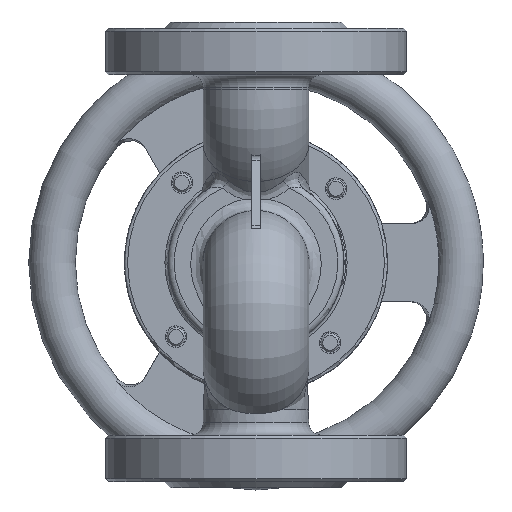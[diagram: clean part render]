
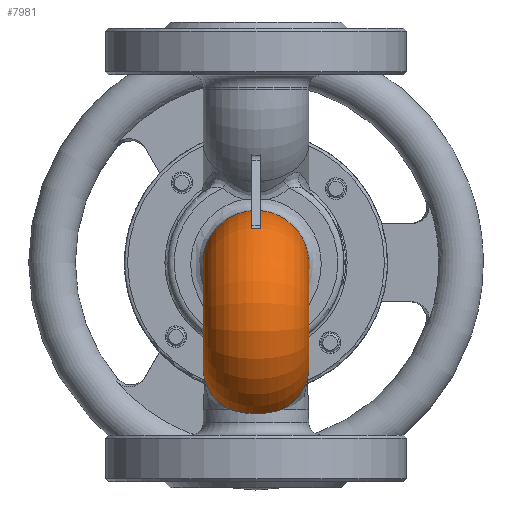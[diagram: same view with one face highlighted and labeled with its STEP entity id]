
A CAD part, front view. The second image highlights one B-rep face of the part: STEP entity #7981.
In plain terms, the highlighted toroidal (fillet/blend) face has major radius 18 mm and minor radius 17 mm.
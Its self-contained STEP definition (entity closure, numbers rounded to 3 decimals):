
#178=TOROIDAL_SURFACE('',#8701,18.,17.);
#258=FACE_BOUND('',#1216,.T.);
#698=FACE_OUTER_BOUND('',#1215,.T.);
#1215=EDGE_LOOP('',(#5640,#5641,#5642,#5643,#5644,#5645));
#1216=EDGE_LOOP('',(#5646,#5647,#5648,#5649));
#1714=CIRCLE('',#8654,17.);
#1715=CIRCLE('',#8655,17.);
#1728=CIRCLE('',#8685,34.934);
#1730=CIRCLE('',#8688,34.934);
#2858=B_SPLINE_CURVE_WITH_KNOTS('',3,(#13302,#13303,#13304,#13305),
 .UNSPECIFIED.,.F.,.F.,(4,4),(7.262,7.627),
 .UNSPECIFIED.);
#2860=B_SPLINE_CURVE_WITH_KNOTS('',3,(#13341,#13342,#13343,#13344),
 .UNSPECIFIED.,.F.,.F.,(4,4),(0.,0.364),.UNSPECIFIED.);
#2862=B_SPLINE_CURVE_WITH_KNOTS('',3,(#13588,#13589,#13590,#13591,#13592,
#13593,#13594,#13595,#13596,#13597,#13598,#13599,#13600,#13601,#13602,#13603,
#13604,#13605,#13606,#13607,#13608,#13609,#13610,#13611,#13612,#13613,#13614,
#13615,#13616,#13617,#13618,#13619),.UNSPECIFIED.,.F.,.F.,(4,1,1,1,1,1,
1,1,1,1,1,1,1,1,1,1,1,1,1,1,1,1,1,1,1,1,1,1,1,4),(-10.904,-10.807,
-10.71,-10.612,-10.539,-10.515,
-10.32,-10.125,-9.833,-9.736,
-9.347,-8.308,-7.789,-7.14,
-6.75,-6.231,-5.193,-4.673,
-3.894,-3.116,-2.337,-1.558,
-1.168,-0.779,-0.584,-0.389,
-0.292,-0.195,-0.097,0.),
 .UNSPECIFIED.);
#2863=B_SPLINE_CURVE_WITH_KNOTS('',3,(#13661,#13662,#13663,#13664,#13665,
#13666,#13667,#13668,#13669,#13670),.UNSPECIFIED.,.F.,.F.,(4,2,2,2,4),(-1.694,
-1.349,-0.92,-0.512,0.),
 .UNSPECIFIED.);
#2877=B_SPLINE_CURVE_WITH_KNOTS('',3,(#14038,#14039,#14040,#14041),
 .UNSPECIFIED.,.F.,.F.,(4,4),(-11.914,-11.577),
 .UNSPECIFIED.);
#2885=B_SPLINE_CURVE_WITH_KNOTS('',3,(#14284,#14285,#14286,#14287),
 .UNSPECIFIED.,.F.,.F.,(4,4),(-15.953,-15.617),
 .UNSPECIFIED.);
#3223=VERTEX_POINT('',#13032);
#3232=VERTEX_POINT('',#13259);
#3234=VERTEX_POINT('',#13300);
#3235=VERTEX_POINT('',#13334);
#3251=VERTEX_POINT('',#13658);
#3252=VERTEX_POINT('',#13660);
#3266=VERTEX_POINT('',#13992);
#3269=VERTEX_POINT('',#14018);
#3274=VERTEX_POINT('',#14136);
#3277=VERTEX_POINT('',#14213);
#4043=EDGE_CURVE('',#3234,#3223,#2858,.T.);
#4046=EDGE_CURVE('',#3232,#3235,#2860,.T.);
#4048=EDGE_CURVE('',#3235,#3234,#2862,.T.);
#4068=EDGE_CURVE('',#3252,#3251,#2863,.T.);
#4087=EDGE_CURVE('',#3223,#3251,#1714,.T.);
#4088=EDGE_CURVE('',#3252,#3232,#1715,.T.);
#4096=EDGE_CURVE('',#3269,#3266,#2877,.T.);
#4106=EDGE_CURVE('',#3277,#3274,#2885,.T.);
#4134=EDGE_CURVE('',#3269,#3274,#1728,.T.);
#4136=EDGE_CURVE('',#3277,#3266,#1730,.T.);
#5640=ORIENTED_EDGE('',*,*,#4043,.F.);
#5641=ORIENTED_EDGE('',*,*,#4048,.F.);
#5642=ORIENTED_EDGE('',*,*,#4046,.F.);
#5643=ORIENTED_EDGE('',*,*,#4088,.F.);
#5644=ORIENTED_EDGE('',*,*,#4068,.T.);
#5645=ORIENTED_EDGE('',*,*,#4087,.F.);
#5646=ORIENTED_EDGE('',*,*,#4134,.T.);
#5647=ORIENTED_EDGE('',*,*,#4106,.F.);
#5648=ORIENTED_EDGE('',*,*,#4136,.T.);
#5649=ORIENTED_EDGE('',*,*,#4096,.F.);
#7981=ADVANCED_FACE('',(#698,#258),#178,.T.);
#8654=AXIS2_PLACEMENT_3D('',#13918,#9812,#9813);
#8655=AXIS2_PLACEMENT_3D('',#13919,#9814,#9815);
#8685=AXIS2_PLACEMENT_3D('',#14596,#9887,#9888);
#8688=AXIS2_PLACEMENT_3D('',#14599,#9893,#9894);
#8701=AXIS2_PLACEMENT_3D('',#14656,#9919,#9920);
#9812=DIRECTION('center_axis',(0.,0.891,-0.455));
#9813=DIRECTION('ref_axis',(1.,0.,0.));
#9814=DIRECTION('center_axis',(0.,0.891,-0.455));
#9815=DIRECTION('ref_axis',(1.,0.,0.));
#9887=DIRECTION('center_axis',(-1.,0.,0.));
#9888=DIRECTION('ref_axis',(0.,0.,-1.));
#9893=DIRECTION('center_axis',(1.,0.,0.));
#9894=DIRECTION('ref_axis',(0.,0.,-1.));
#9919=DIRECTION('center_axis',(1.,0.,0.));
#9920=DIRECTION('ref_axis',(0.,0.,-1.));
#13032=CARTESIAN_POINT('',(14.269,-3.982,-86.302));
#13259=CARTESIAN_POINT('',(-14.269,-3.982,-86.302));
#13300=CARTESIAN_POINT('',(13.226,-6.091,-82.558));
#13302=CARTESIAN_POINT('Ctrl Pts',(13.226,-6.091,-82.558));
#13303=CARTESIAN_POINT('Ctrl Pts',(13.628,-5.727,-84.003));
#13304=CARTESIAN_POINT('Ctrl Pts',(13.978,-4.985,-85.286));
#13305=CARTESIAN_POINT('Ctrl Pts',(14.269,-3.982,-86.302));
#13334=CARTESIAN_POINT('',(-13.226,-6.091,-82.558));
#13341=CARTESIAN_POINT('Ctrl Pts',(-14.269,-3.982,
-86.302));
#13342=CARTESIAN_POINT('Ctrl Pts',(-13.978,-4.985,-85.286));
#13343=CARTESIAN_POINT('Ctrl Pts',(-13.628,-5.727,
-84.003));
#13344=CARTESIAN_POINT('Ctrl Pts',(-13.226,-6.091,
-82.558));
#13588=CARTESIAN_POINT('Ctrl Pts',(-13.226,-6.091,
-82.558));
#13589=CARTESIAN_POINT('Ctrl Pts',(-13.119,-6.189,
-82.172));
#13590=CARTESIAN_POINT('Ctrl Pts',(-12.919,-6.384,-81.345));
#13591=CARTESIAN_POINT('Ctrl Pts',(-12.706,-6.624,
-79.884));
#13592=CARTESIAN_POINT('Ctrl Pts',(-12.649,-6.693,
-78.383));
#13593=CARTESIAN_POINT('Ctrl Pts',(-12.71,-6.62,-77.313));
#13594=CARTESIAN_POINT('Ctrl Pts',(-12.875,-6.432,
-75.791));
#13595=CARTESIAN_POINT('Ctrl Pts',(-13.306,-5.988,
-73.992));
#13596=CARTESIAN_POINT('Ctrl Pts',(-14.157,-5.357,
-71.762));
#13597=CARTESIAN_POINT('Ctrl Pts',(-14.876,-4.979,
-70.124));
#13598=CARTESIAN_POINT('Ctrl Pts',(-15.718,-4.598,-68.003));
#13599=CARTESIAN_POINT('Ctrl Pts',(-17.077,-4.103,
-63.929));
#13600=CARTESIAN_POINT('Ctrl Pts',(-17.24,-3.878,
-58.502));
#13601=CARTESIAN_POINT('Ctrl Pts',(-15.262,-3.722,
-52.799));
#13602=CARTESIAN_POINT('Ctrl Pts',(-12.832,-3.665,
-49.308));
#13603=CARTESIAN_POINT('Ctrl Pts',(-9.637,-3.623,-46.541));
#13604=CARTESIAN_POINT('Ctrl Pts',(-4.986,-3.593,
-44.003));
#13605=CARTESIAN_POINT('Ctrl Pts',(0.748,-3.585,-43.289));
#13606=CARTESIAN_POINT('Ctrl Pts',(6.908,-3.603,-44.859));
#13607=CARTESIAN_POINT('Ctrl Pts',(11.743,-3.64,-47.884));
#13608=CARTESIAN_POINT('Ctrl Pts',(15.576,-3.726,-53.037));
#13609=CARTESIAN_POINT('Ctrl Pts',(17.305,-3.894,-59.242));
#13610=CARTESIAN_POINT('Ctrl Pts',(16.84,-4.185,-64.613));
#13611=CARTESIAN_POINT('Ctrl Pts',(15.465,-4.692,-68.789));
#13612=CARTESIAN_POINT('Ctrl Pts',(14.283,-5.266,-71.442));
#13613=CARTESIAN_POINT('Ctrl Pts',(13.305,-5.987,-73.993));
#13614=CARTESIAN_POINT('Ctrl Pts',(12.798,-6.513,-76.109));
#13615=CARTESIAN_POINT('Ctrl Pts',(12.643,-6.701,-78.248));
#13616=CARTESIAN_POINT('Ctrl Pts',(12.707,-6.623,-79.884));
#13617=CARTESIAN_POINT('Ctrl Pts',(12.919,-6.385,-81.344));
#13618=CARTESIAN_POINT('Ctrl Pts',(13.119,-6.189,-82.172));
#13619=CARTESIAN_POINT('Ctrl Pts',(13.226,-6.091,-82.558));
#13658=CARTESIAN_POINT('',(8.,-15.,-107.894));
#13660=CARTESIAN_POINT('',(-8.,-15.,-107.894));
#13661=CARTESIAN_POINT('Ctrl Pts',(-8.,-15.,-107.894));
#13662=CARTESIAN_POINT('Ctrl Pts',(-7.026,-15.52,
-108.212));
#13663=CARTESIAN_POINT('Ctrl Pts',(-5.991,-15.95,
-108.47));
#13664=CARTESIAN_POINT('Ctrl Pts',(-3.558,-16.683,
-108.908));
#13665=CARTESIAN_POINT('Ctrl Pts',(-2.153,-16.923,
-109.049));
#13666=CARTESIAN_POINT('Ctrl Pts',(0.632,-17.043,
-109.119));
#13667=CARTESIAN_POINT('Ctrl Pts',(1.99,-16.937,-109.057));
#13668=CARTESIAN_POINT('Ctrl Pts',(4.976,-16.343,-108.706));
#13669=CARTESIAN_POINT('Ctrl Pts',(6.553,-15.772,-108.366));
#13670=CARTESIAN_POINT('Ctrl Pts',(8.,-15.,-107.894));
#13918=CARTESIAN_POINT('Origin',(0.,-8.182,-94.533));
#13919=CARTESIAN_POINT('Origin',(0.,-8.182,-94.533));
#13992=CARTESIAN_POINT('',(1.5,-19.461,-49.489));
#14018=CARTESIAN_POINT('',(-1.5,-19.461,-49.489));
#14038=CARTESIAN_POINT('Ctrl Pts',(-1.5,-19.461,-49.489));
#14039=CARTESIAN_POINT('Ctrl Pts',(-0.507,-19.404,
-49.345));
#14040=CARTESIAN_POINT('Ctrl Pts',(0.507,-19.404,
-49.345));
#14041=CARTESIAN_POINT('Ctrl Pts',(1.5,-19.461,-49.489));
#14136=CARTESIAN_POINT('',(-1.5,-9.757,-44.956));
#14213=CARTESIAN_POINT('',(1.5,-9.757,-44.956));
#14284=CARTESIAN_POINT('Ctrl Pts',(1.5,-9.757,-44.956));
#14285=CARTESIAN_POINT('Ctrl Pts',(0.504,-9.716,
-44.852));
#14286=CARTESIAN_POINT('Ctrl Pts',(-0.504,-9.716,
-44.852));
#14287=CARTESIAN_POINT('Ctrl Pts',(-1.5,-9.757,-44.956));
#14596=CARTESIAN_POINT('Origin',(-1.5,0.,-78.5));
#14599=CARTESIAN_POINT('Origin',(1.5,0.,-78.5));
#14656=CARTESIAN_POINT('Origin',(0.,0.,-78.5));
